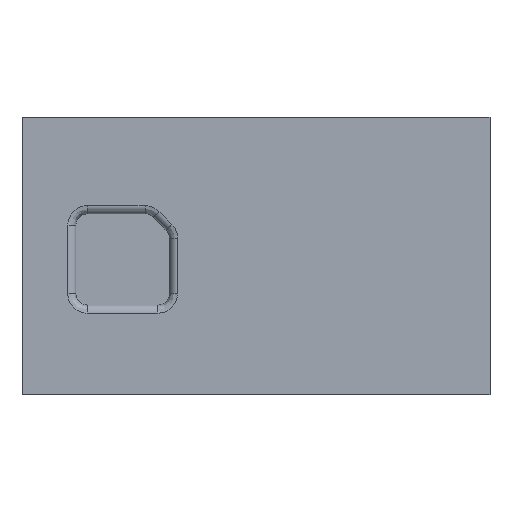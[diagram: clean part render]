
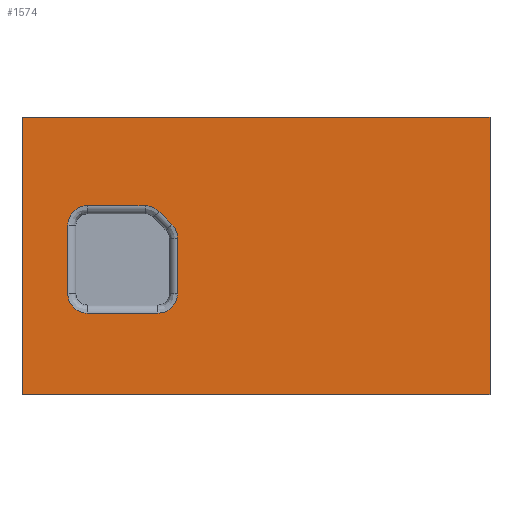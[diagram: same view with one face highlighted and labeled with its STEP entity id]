
A CAD part, top view. The second image highlights one B-rep face of the part: STEP entity #1574.
In plain terms, the highlighted planar face has unit normal (0, 0, 1).
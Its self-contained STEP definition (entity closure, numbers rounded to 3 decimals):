
#32=FACE_BOUND('',#127,.T.);
#40=ELLIPSE('',#1671,0.173,0.17);
#41=ELLIPSE('',#1672,0.173,0.17);
#42=ELLIPSE('',#1673,0.171,0.17);
#43=ELLIPSE('',#1674,0.171,0.17);
#44=ELLIPSE('',#1675,0.173,0.17);
#76=FACE_OUTER_BOUND('',#126,.T.);
#126=EDGE_LOOP('',(#1275,#1276,#1277,#1278));
#127=EDGE_LOOP('',(#1279,#1280,#1281,#1282,#1283,#1284,#1285,#1286,#1287,
#1288));
#336=LINE('',#2477,#510);
#341=LINE('',#2485,#515);
#349=LINE('',#2497,#523);
#351=LINE('',#2500,#525);
#357=LINE('',#2517,#531);
#358=LINE('',#2521,#532);
#359=LINE('',#2525,#533);
#360=LINE('',#2529,#534);
#361=LINE('',#2532,#535);
#510=VECTOR('',#1979,4.02);
#515=VECTOR('',#1986,2.38);
#523=VECTOR('',#1996,4.02);
#525=VECTOR('',#2000,2.38);
#531=VECTOR('',#2016,0.586);
#532=VECTOR('',#2019,0.495);
#533=VECTOR('',#2022,0.157);
#534=VECTOR('',#2025,0.475);
#535=VECTOR('',#2028,0.606);
#720=VERTEX_POINT('',#2474);
#721=VERTEX_POINT('',#2476);
#723=VERTEX_POINT('',#2484);
#726=VERTEX_POINT('',#2495);
#730=VERTEX_POINT('',#2513);
#731=VERTEX_POINT('',#2514);
#732=VERTEX_POINT('',#2516);
#733=VERTEX_POINT('',#2518);
#734=VERTEX_POINT('',#2520);
#735=VERTEX_POINT('',#2522);
#736=VERTEX_POINT('',#2524);
#737=VERTEX_POINT('',#2526);
#738=VERTEX_POINT('',#2528);
#739=VERTEX_POINT('',#2530);
#930=EDGE_CURVE('',#720,#721,#336,.T.);
#935=EDGE_CURVE('',#723,#720,#341,.T.);
#943=EDGE_CURVE('',#726,#723,#349,.T.);
#945=EDGE_CURVE('',#721,#726,#351,.T.);
#952=EDGE_CURVE('',#730,#731,#40,.T.);
#953=EDGE_CURVE('',#732,#730,#357,.T.);
#954=EDGE_CURVE('',#733,#732,#41,.T.);
#955=EDGE_CURVE('',#734,#733,#358,.T.);
#956=EDGE_CURVE('',#735,#734,#42,.T.);
#957=EDGE_CURVE('',#736,#735,#359,.T.);
#958=EDGE_CURVE('',#737,#736,#43,.T.);
#959=EDGE_CURVE('',#738,#737,#360,.T.);
#960=EDGE_CURVE('',#739,#738,#44,.T.);
#961=EDGE_CURVE('',#731,#739,#361,.T.);
#1275=ORIENTED_EDGE('',*,*,#945,.F.);
#1276=ORIENTED_EDGE('',*,*,#930,.F.);
#1277=ORIENTED_EDGE('',*,*,#935,.F.);
#1278=ORIENTED_EDGE('',*,*,#943,.F.);
#1279=ORIENTED_EDGE('',*,*,#952,.F.);
#1280=ORIENTED_EDGE('',*,*,#953,.F.);
#1281=ORIENTED_EDGE('',*,*,#954,.F.);
#1282=ORIENTED_EDGE('',*,*,#955,.F.);
#1283=ORIENTED_EDGE('',*,*,#956,.F.);
#1284=ORIENTED_EDGE('',*,*,#957,.F.);
#1285=ORIENTED_EDGE('',*,*,#958,.F.);
#1286=ORIENTED_EDGE('',*,*,#959,.F.);
#1287=ORIENTED_EDGE('',*,*,#960,.F.);
#1288=ORIENTED_EDGE('',*,*,#961,.F.);
#1493=PLANE('',#1670);
#1574=ADVANCED_FACE('',(#76,#32),#1493,.T.);
#1670=AXIS2_PLACEMENT_3D('',#2512,#2012,#2013);
#1671=AXIS2_PLACEMENT_3D('',#2515,#2014,#2015);
#1672=AXIS2_PLACEMENT_3D('',#2519,#2017,#2018);
#1673=AXIS2_PLACEMENT_3D('',#2523,#2020,#2021);
#1674=AXIS2_PLACEMENT_3D('',#2527,#2023,#2024);
#1675=AXIS2_PLACEMENT_3D('',#2531,#2026,#2027);
#1979=DIRECTION('',(1.,0.,0.));
#1986=DIRECTION('',(0.,1.,0.));
#1996=DIRECTION('',(-1.,0.,0.));
#2000=DIRECTION('',(0.,-1.,0.));
#2012=DIRECTION('center_axis',(0.,0.,
1.));
#2013=DIRECTION('ref_axis',(-1.,0.,0.));
#2014=DIRECTION('center_axis',(0.,0.,
1.));
#2015=DIRECTION('ref_axis',(-0.707,-0.707,0.));
#2016=DIRECTION('',(0.,-1.,0.));
#2017=DIRECTION('center_axis',(0.,0.,
1.));
#2018=DIRECTION('ref_axis',(-0.707,0.707,0.));
#2019=DIRECTION('',(-1.,0.,0.));
#2020=DIRECTION('center_axis',(0.,0.,
1.));
#2021=DIRECTION('ref_axis',(0.383,0.924,0.));
#2022=DIRECTION('',(-0.707,0.707,0.));
#2023=DIRECTION('center_axis',(0.,0.,
1.));
#2024=DIRECTION('ref_axis',(0.924,0.383,0.));
#2025=DIRECTION('',(0.,1.,0.));
#2026=DIRECTION('center_axis',(0.,0.,
1.));
#2027=DIRECTION('ref_axis',(0.707,-0.707,0.));
#2028=DIRECTION('',(1.,0.,0.));
#2474=CARTESIAN_POINT('',(-1.975,1.124,0.652));
#2476=CARTESIAN_POINT('',(2.045,1.124,0.652));
#2477=CARTESIAN_POINT('',(-1.975,1.124,0.652));
#2484=CARTESIAN_POINT('',(-1.975,-1.256,0.652));
#2485=CARTESIAN_POINT('',(-1.975,-1.256,0.652));
#2495=CARTESIAN_POINT('',(2.045,-1.256,0.652));
#2497=CARTESIAN_POINT('',(2.045,-1.256,0.652));
#2500=CARTESIAN_POINT('',(2.045,1.124,0.652));
#2512=CARTESIAN_POINT('Origin',(0.035,-0.066,
0.652));
#2513=CARTESIAN_POINT('',(-1.582,-0.389,0.652));
#2514=CARTESIAN_POINT('',(-1.413,-0.557,0.652));
#2515=CARTESIAN_POINT('Origin',(-1.41,-0.386,0.652));
#2516=CARTESIAN_POINT('',(-1.582,0.197,0.652));
#2517=CARTESIAN_POINT('',(-1.582,-0.261,0.652));
#2518=CARTESIAN_POINT('',(-1.413,0.366,0.652));
#2519=CARTESIAN_POINT('Origin',(-1.41,0.195,0.652));
#2520=CARTESIAN_POINT('',(-0.918,0.366,0.652));
#2521=CARTESIAN_POINT('',(-0.723,0.366,0.652));
#2522=CARTESIAN_POINT('',(-0.799,0.316,0.652));
#2523=CARTESIAN_POINT('Origin',(-0.919,0.195,0.652));
#2524=CARTESIAN_POINT('',(-0.688,0.206,0.652));
#2525=CARTESIAN_POINT('',(-0.504,0.022,0.652));
#2526=CARTESIAN_POINT('',(-0.638,0.086,0.652));
#2527=CARTESIAN_POINT('Origin',(-0.81,0.085,0.652));
#2528=CARTESIAN_POINT('',(-0.638,-0.389,0.652));
#2529=CARTESIAN_POINT('',(-0.638,0.024,0.652));
#2530=CARTESIAN_POINT('',(-0.807,-0.557,0.652));
#2531=CARTESIAN_POINT('Origin',(-0.81,-0.386,0.652));
#2532=CARTESIAN_POINT('',(-0.353,-0.557,0.652));
